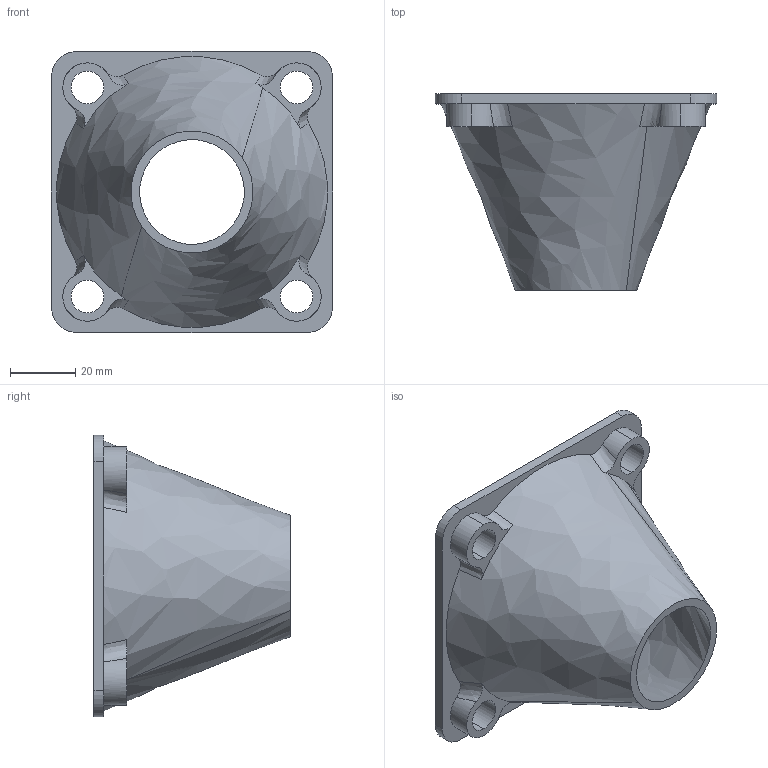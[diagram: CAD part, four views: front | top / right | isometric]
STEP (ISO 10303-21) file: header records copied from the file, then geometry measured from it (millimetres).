
FILE_DESCRIPTION (( 'STEP AP203' ), '1' );
FILE_NAME ('ﾏﾃﾒ_1.25.000.003^ﾏﾃﾒ1.25.STEP', '2020-07-07T06:40:23', ( '' ), ( '' ), 'SwSTEP 2.0', 'SolidWorks 2018', '' );
FILE_SCHEMA (( 'CONFIG_CONTROL_DESIGN' ));
Length unit declared in the file: millimetre
Products named in the file (1): ﾏﾃﾒ_1.25.000.003^ﾏﾃﾒ1.25
Bounding box: 86 x 60 x 86 mm (x, y, z)
Volume: 36520.3 mm3; surface area: 29555.5 mm2
Topology: 1 solids, 1 shells, 41 faces, 114 edges, 76 vertices
Faces by surface type: cylinder 18, bspline 12, plane 11
Entity records: 3405 total; most frequent: CARTESIAN_POINT 2326, ORIENTED_EDGE 228, DIRECTION 186, EDGE_CURVE 114, AXIS2_PLACEMENT_3D 80, VERTEX_POINT 76, EDGE_LOOP 52, CIRCLE 50
